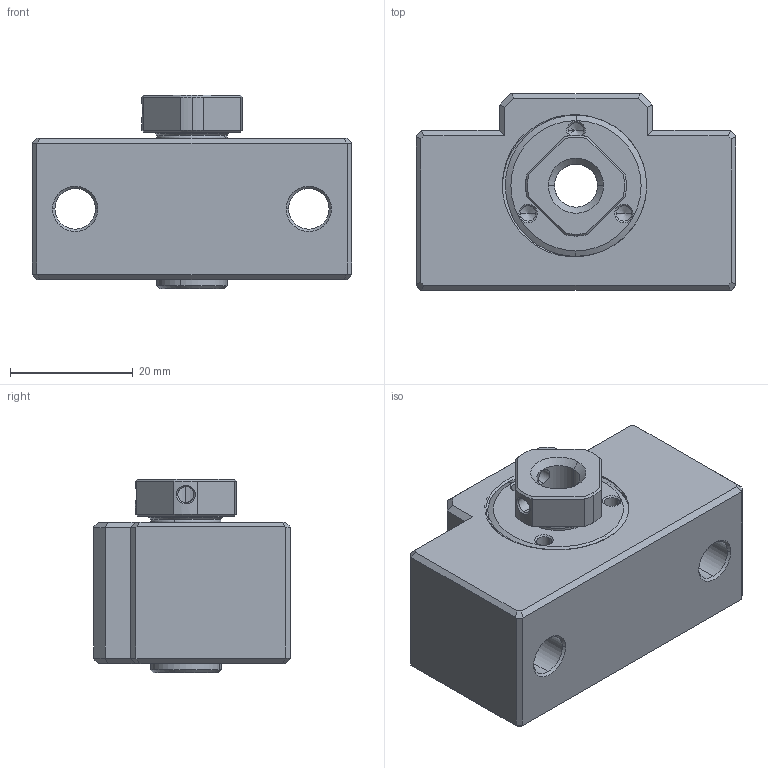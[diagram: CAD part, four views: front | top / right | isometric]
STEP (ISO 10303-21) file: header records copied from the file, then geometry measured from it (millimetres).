
FILE_DESCRIPTION (( 'STEP AP214' ), '1' );
FILE_NAME ('BKN8-Rollco.step', '2023-04-27T09:31:44', ( '' ), ( '' ), 'SwSTEP 2.0', 'SolidWorks 2010', '' );
FILE_SCHEMA (( 'AUTOMOTIVE_DESIGN' ));
Length unit declared in the file: millimetre
Products named in the file (10): 608_Outer_Ring; 608_Inner_Ring; 608_Bearing_Sealing; BKN8_Bearing_Cover; FK08_Fastener; EAFK08; EAFK08-1; BKN8_Nut_M8; BKN8_Housing; BKN8-Rollco
Assembly tree (14 placements, depth 2):
  BKN8-Rollco
    608_Inner_Ring  x2
    EAFK08
    BKN8_Bearing_Cover
    EAFK08-1
    608_Outer_Ring  x2
    608_Bearing_Sealing  x4
    BKN8_Housing
    FK08_Fastener
    BKN8_Nut_M8
Bounding box: 52 x 32 x 31.5 mm (x, y, z)
Volume: 28205.3 mm3; surface area: 18121.3 mm2
Topology: 14 solids, 14 shells, 436 faces, 985 edges, 591 vertices
Faces by surface type: bspline 140, cylinder 130, plane 100, cone 66
Entity records: 13302 total; most frequent: CARTESIAN_POINT 5982, ORIENTED_EDGE 1462, DIRECTION 1445, EDGE_CURVE 731, AXIS2_PLACEMENT_3D 581, VERTEX_POINT 447, EDGE_LOOP 360, CIRCLE 320
